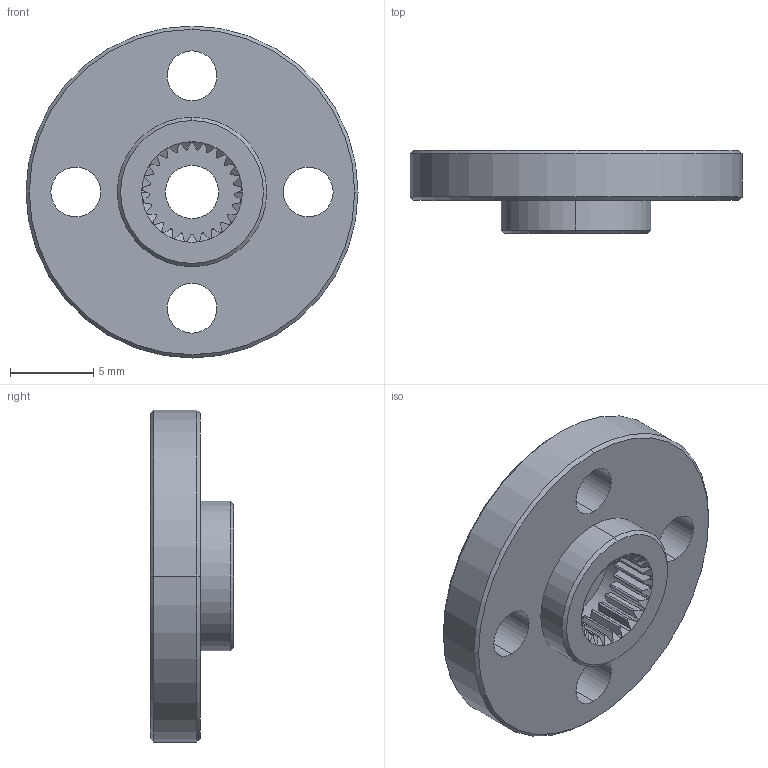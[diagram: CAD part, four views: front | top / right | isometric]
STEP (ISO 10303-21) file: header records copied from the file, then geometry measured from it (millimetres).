
FILE_DESCRIPTION (( 'STEP AP203' ), '1' );
FILE_NAME ('华馨京 25-50kg舵机系列主舵盘（四孔）-3D.STEP', '2024-05-20T04:11:56', ( 'Windows 用户' ), ( '' ), 'SwSTEP 2.0', 'SolidWorks 2021', '' );
FILE_SCHEMA (( 'CONFIG_CONTROL_DESIGN' ));
Length unit declared in the file: millimetre
Products named in the file (1): 华馨京 25-50kg舵机系列主舵盘（四孔）-3D
Bounding box: 20 x 5 x 20 mm (x, y, z)
Volume: 875.8 mm3; surface area: 1015.5 mm2
Topology: 1 solids, 1 shells, 130 faces, 372 edges, 246 vertices
Faces by surface type: plane 79, cylinder 41, cone 10
Entity records: 4593 total; most frequent: CARTESIAN_POINT 1132, ORIENTED_EDGE 744, DIRECTION 676, EDGE_CURVE 372, AXIS2_PLACEMENT_3D 250, VERTEX_POINT 246, VECTOR 176, LINE 176
